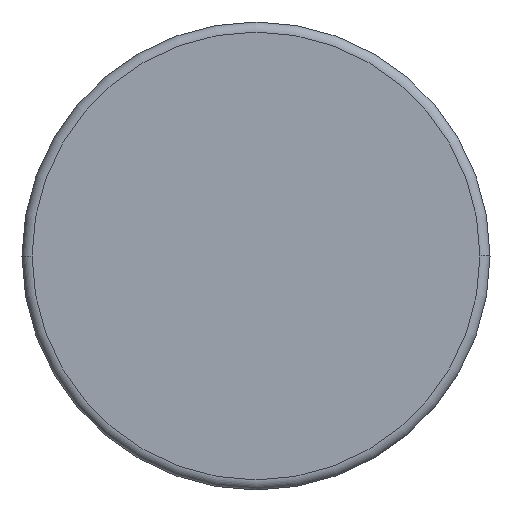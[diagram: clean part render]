
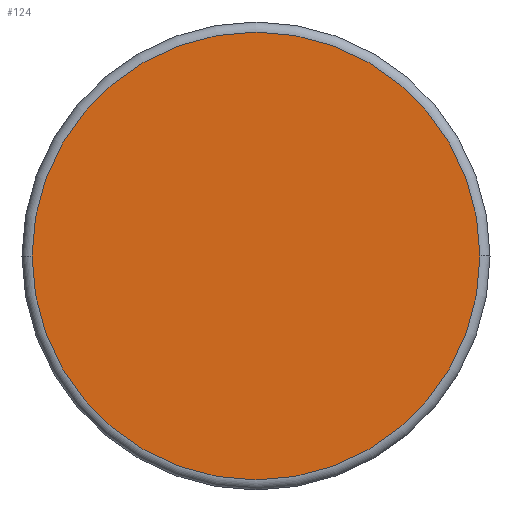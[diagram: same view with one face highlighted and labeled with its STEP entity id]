
A CAD part, front view. The second image highlights one B-rep face of the part: STEP entity #124.
In plain terms, the highlighted planar face has unit normal (0, -1, 0).
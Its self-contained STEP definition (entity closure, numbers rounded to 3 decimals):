
#61 = PLANE ( 'NONE',  #740 ) ;
#74 = DIRECTION ( 'NONE',  ( -1., 0., 0. ) ) ;
#91 = DIRECTION ( 'NONE',  ( -1., 0., 0. ) ) ;
#124 = ADVANCED_FACE ( 'NONE', ( #621 ), #61, .T. ) ;
#146 = ORIENTED_EDGE ( 'NONE', *, *, #242, .F. ) ;
#192 = CIRCLE ( 'NONE', #592, 11.128 ) ;
#242 = EDGE_CURVE ( 'NONE', #820, #300, #192, .T. ) ;
#247 = EDGE_LOOP ( 'NONE', ( #299, #146 ) ) ;
#258 = AXIS2_PLACEMENT_3D ( 'NONE', #733, #271, #91 ) ;
#271 = DIRECTION ( 'NONE',  ( 0., 1., 0. ) ) ;
#299 = ORIENTED_EDGE ( 'NONE', *, *, #377, .F. ) ;
#300 = VERTEX_POINT ( 'NONE', #442 ) ;
#301 = DIRECTION ( 'NONE',  ( -1., 0., 0. ) ) ;
#315 = CARTESIAN_POINT ( 'NONE',  ( 0., -107., 0. ) ) ;
#377 = EDGE_CURVE ( 'NONE', #300, #820, #478, .T. ) ;
#442 = CARTESIAN_POINT ( 'NONE',  ( -11.128, -107., 0. ) ) ;
#478 = CIRCLE ( 'NONE', #258, 11.128 ) ;
#567 = DIRECTION ( 'NONE',  ( 0., -1., 0. ) ) ;
#592 = AXIS2_PLACEMENT_3D ( 'NONE', #315, #656, #74 ) ;
#621 = FACE_OUTER_BOUND ( 'NONE', #247, .T. ) ;
#656 = DIRECTION ( 'NONE',  ( 0., 1., 0. ) ) ;
#733 = CARTESIAN_POINT ( 'NONE',  ( 0., -107., 0. ) ) ;
#740 = AXIS2_PLACEMENT_3D ( 'NONE', #766, #567, #301 ) ;
#758 = CARTESIAN_POINT ( 'NONE',  ( 11.128, -107., 0. ) ) ;
#766 = CARTESIAN_POINT ( 'NONE',  ( 11.65, -107., 0. ) ) ;
#820 = VERTEX_POINT ( 'NONE', #758 ) ;
